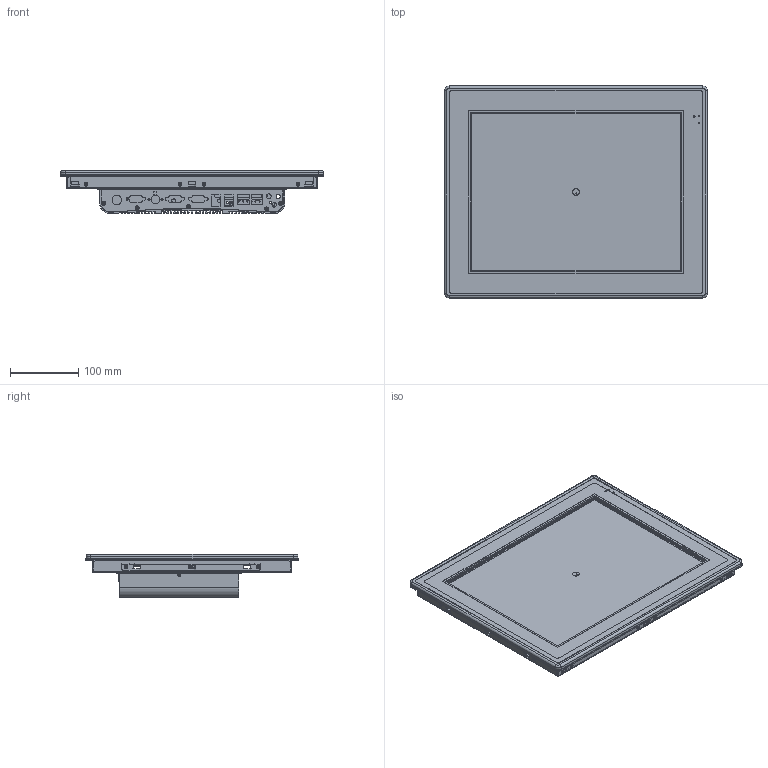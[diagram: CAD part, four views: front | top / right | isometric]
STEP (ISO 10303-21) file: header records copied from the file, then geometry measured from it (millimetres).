
FILE_DESCRIPTION (( 'STEP AP203' ), '1' );
FILE_NAME ('APPC1530T-ASM.STEP', '2015-03-04T10:00:22', ( '' ), ( '' ), 'SwSTEP 2.0', 'SolidWorks 2015', '' );
FILE_SCHEMA (( 'CONFIG_CONTROL_DESIGN' ));
Length unit declared in the file: millimetre
Products named in the file (22): APPC D525 box_ASM; 5043330382X00 LCD BRACKET T_D FOR APPC 1520T; 5060600176X00; AUO_G150XG01; 5043330383X00 LCD BRACKET L_R FOR APPC 1520T; spesk 40-20; poron T_D APPC1530_ASM; APPC_1520_PANEL_ASM_ASM; M0240-speak-bracket-R; poron L_R APPC1530_ASM; APPC1521 MOD01 PANEL-1229; M0240-speak-bracket-L; cf cover_1; 28297-0-01; APPC1530T-ASM; 1601000004_tact_sw; 5060800219X00 APPC1520_panel cover ASM; 存挩1^APPC switch; 5060800145X00 long_heatsink_cover; 4NCJM00516X00; 50501A0520X00 W-pad  IO BRACKET BOX COVER; APPC switch
Assembly tree (29 placements, depth 3):
  APPC1530T-ASM
    APPC_1520_PANEL_ASM_ASM
      5043330382X00 LCD BRACKET T_D FOR APPC 1520T
      5043330383X00 LCD BRACKET L_R FOR APPC 1520T
    APPC1521 MOD01 PANEL-1229
    28297-0-01
    5060800219X00 APPC1520_panel cover ASM
    APPC D525 box_ASM
      5060800145X00 long_heatsink_cover  x2
      50501A0520X00 W-pad  IO BRACKET BOX COVER
    5043330383X00 LCD BRACKET L_R FOR APPC 1520T
    5043330382X00 LCD BRACKET T_D FOR APPC 1520T
    AUO_G150XG01
    poron T_D APPC1530_ASM  x2
    poron L_R APPC1530_ASM
    cf cover_1
    APPC switch
      1601000004_tact_sw  x4
      存挩1^APPC switch
      4NCJM00516X00
    5060600176X00
    spesk 40-20  x2
    M0240-speak-bracket-R
    M0240-speak-bracket-L
Bounding box: 384.37 x 309.95 x 63.28 mm (x, y, z)
Volume: 2076453.5 mm3; surface area: 1308482.3 mm2
Topology: 30 solids, 30 shells, 4357 faces, 12413 edges, 8193 vertices
Faces by surface type: plane 2282, cylinder 1825, torus 136, cone 106, bspline 8
Entity records: 118022 total; most frequent: CARTESIAN_POINT 22862, DIRECTION 19466, ORIENTED_EDGE 19412, EDGE_CURVE 9706, AXIS2_PLACEMENT_3D 6553, VERTEX_POINT 6403, LINE 6360, VECTOR 6360
